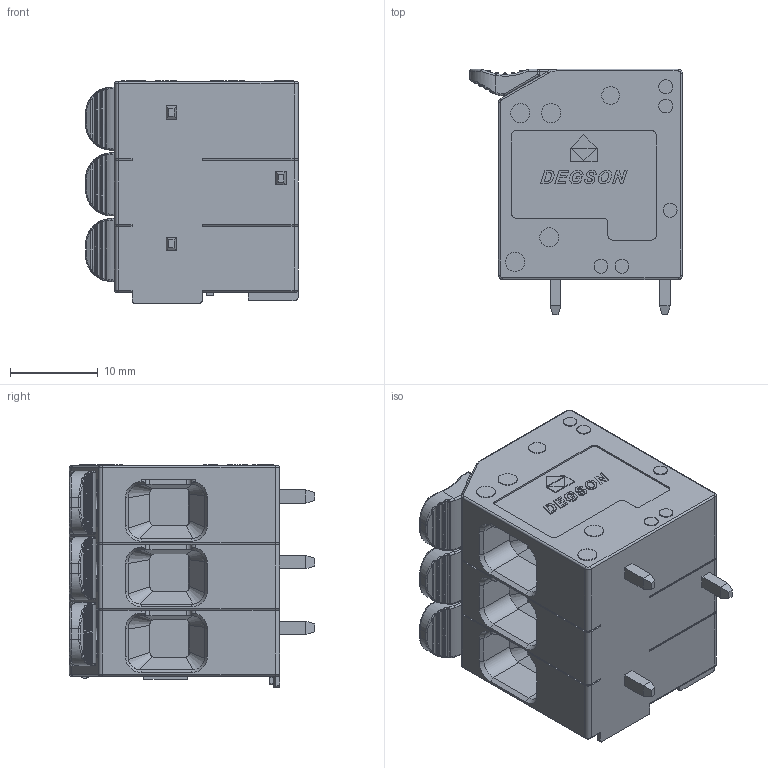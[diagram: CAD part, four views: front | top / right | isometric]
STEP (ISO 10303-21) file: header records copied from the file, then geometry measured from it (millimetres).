
FILE_DESCRIPTION(/* description */ (''),/* implementation_level */ '2;1');
FILE_NAME(/* name */ 'DG2206R-7.5-DA-03P-1Y-00AH-T0-C.stp',/* time_stamp */ '2021-01-30T15:44:55+08:00',/* author */ (''),/* organization */ (''),/* preprocessor_version */ 'ST-DEVELOPER v15',/* originating_system */ 'SIEMENS PLM Software NX 8.5',/* authorisation */ '');
FILE_SCHEMA (('AP203_CONFIGURATION_CONTROLLED_3D_DESIGN_OF_MECHANICAL_PARTS_AND_ASSEMBLIES_MIM_LF { 1 0 10303 403 2 1 2}'));
Products named in the file (1): Admi1EC0FF79qk6c
Bounding box: 24.3 x 28 x 25.35 mm (x, y, z)
Volume: 10746.3 mm3; surface area: 6155.5 mm2
Topology: 1 solids, 55 shells, 2136 faces, 5487 edges, 3491 vertices
Faces by surface type: plane 1124, cylinder 587, torus 151, bspline 120, cone 100, sphere 30, extrusion 24
Full cylindrical faces by diameter (mm): 1.4 x5, 1.58 x30, 1.6 x2, 1.62 x1, 1.8 x2, 1.82 x1, 2 x6, 2.18 x22, 2.2 x7
Entity records: 69707 total; most frequent: CARTESIAN_POINT 19164, ORIENTED_EDGE 10494, DIRECTION 10243, EDGE_CURVE 5247, AXIS2_PLACEMENT_3D 3457, VERTEX_POINT 3405, VECTOR 3329, LINE 3305
